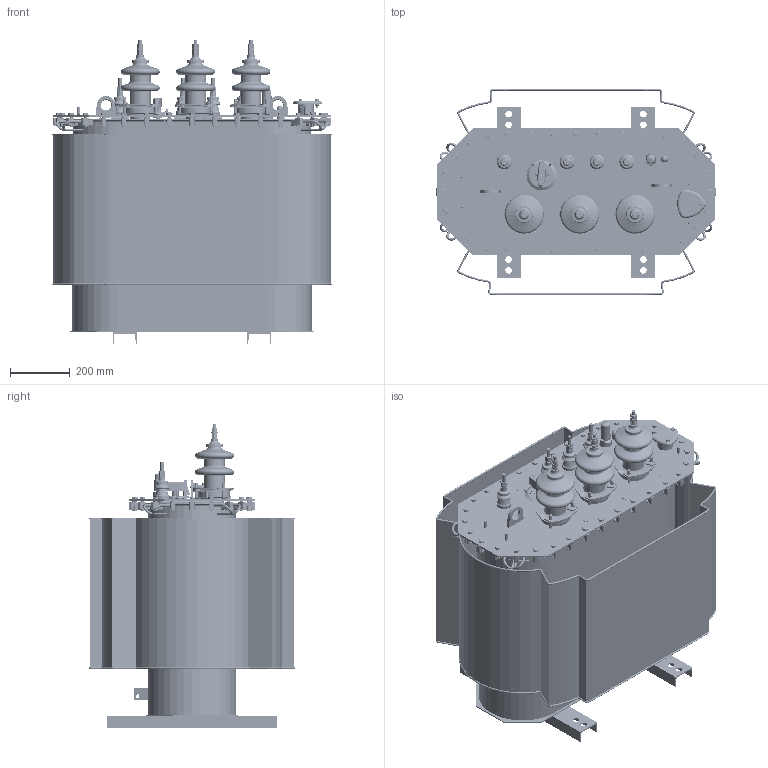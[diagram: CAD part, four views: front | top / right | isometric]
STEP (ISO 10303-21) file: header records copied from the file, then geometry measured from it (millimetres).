
FILE_DESCRIPTION(/* description */ (''),/* implementation_level */ '2;1');
FILE_NAME(/* name */ 'ТМГ 11_100.stp',/* time_stamp */ '2016-01-26T10:12:19+03:00',/* author */ ('54405'),/* organization */ (''),/* preprocessor_version */ 'ST-DEVELOPER v15.2',/* originating_system */ 'Autodesk Inventor 2014',/* authorisation */ '');
FILE_SCHEMA (('AUTOMOTIVE_DESIGN { 1 0 10303 214 3 1 1 }'));
Products named in the file (1): ТМГ 11_100
Bounding box: 933.96 x 689.97 x 1017.9 mm (x, y, z)
Volume: 13010076.7 mm3; surface area: 7282866.4 mm2
Topology: 65 solids, 76 shells, 6758 faces, 16873 edges, 10382 vertices
Faces by surface type: plane 4049, cylinder 1540, bspline 676, cone 228, torus 228, sphere 37
Full cylindrical faces by diameter (mm): 1.6 x2, 3.1 x4, 3.2 x1, 4 x2, 4.134 x1, 4.5 x3, 4.95 x1, 5 x2, 5.459 x2, 5.5 x2, 6 x20, 6.2 x5, 6.5 x1, 7.1 x2, 7.5 x1, 7.92 x3, 8 x26, 8.4 x6, 8.5 x3, 8.746 x13, 9 x3, 9.9 x32, 10 x48, 10.71 x4, 10.8 x3, 11 x32, 12 x18, 12.5 x7, 13 x11, 14 x2
Entity records: 215010 total; most frequent: CARTESIAN_POINT 56056, ORIENTED_EDGE 32028, DIRECTION 29283, EDGE_CURVE 16009, VERTEX_POINT 10238, LINE 10171, VECTOR 10171, AXIS2_PLACEMENT_3D 9556
